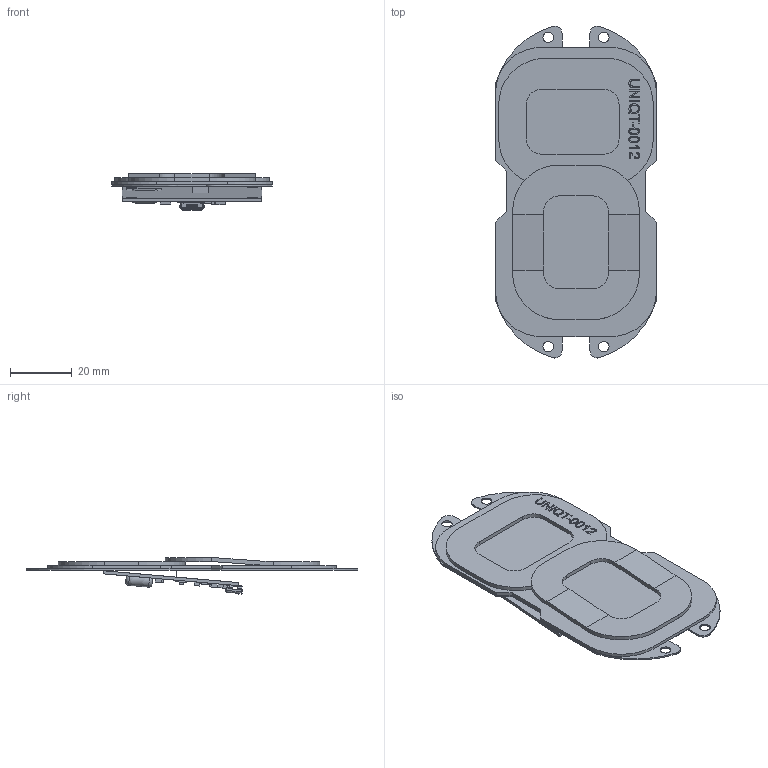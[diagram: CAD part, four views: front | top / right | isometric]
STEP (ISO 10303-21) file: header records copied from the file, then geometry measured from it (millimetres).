
FILE_DESCRIPTION((''),'2;1');
FILE_NAME('UNIQT-6012-15W-TX__ASM','2025-02-18T13:38:33',('刘威'),(''),'CREO PARAMETRIC BY PTC INC, 2021063','CREO PARAMETRIC BY PTC INC, 2021063','');
FILE_SCHEMA(('CONFIG_CONTROL_DESIGN','SHAPE_APPEARANCE_LAYERS_GROUPS'));
Products named in the file (29): MANIFOLD_SOLID_BREP_1096; MANIFOLD_SOLID_BREP_1097; MANIFOLD_SOLID_BREP_1098; MANIFOLD_SOLID_BREP_1099; MANIFOLD_SOLID_BREP_1100; MANIFOLD_SOLID_BREP_1103; MANIFOLD_SOLID_BREP_1104; MANIFOLD_SOLID_BREP_1105; MANIFOLD_SOLID_BREP_1106; MANIFOLD_SOLID_BREP_1107; MANIFOLD_SOLID_BREP_1108; MANIFOLD_SOLID_BREP_1109; MANIFOLD_SOLID_BREP_1110; MANIFOLD_SOLID_BREP_1111; MANIFOLD_SOLID_BREP_1112; MANIFOLD_SOLID_BREP_1113; MANIFOLD_SOLID_BREP_1114; MANIFOLD_SOLID_BREP_1115; MANIFOLD_SOLID_BREP_1116; MANIFOLD_SOLID_BREP_1117; MANIFOLD_SOLID_BREP_1118; MANIFOLD_SOLID_BREP_1119; MANIFOLD_SOLID_BREP_1120; MANIFOLD_SOLID_BREP_1121; MANIFOLD_SOLID_BREP_1102; USB__102657; PCB-6012_ASM; USER0EF82F533DLJ_ASM; UNIQT-6012-15W-TX__ASM
Assembly tree (28 placements, depth 4):
  UNIQT-6012-15W-TX__ASM
    USER0EF82F533DLJ_ASM
      MANIFOLD_SOLID_BREP_1096
      MANIFOLD_SOLID_BREP_1097
      MANIFOLD_SOLID_BREP_1098
      MANIFOLD_SOLID_BREP_1099
      PCB-6012_ASM
        MANIFOLD_SOLID_BREP_1100
        MANIFOLD_SOLID_BREP_1103
        MANIFOLD_SOLID_BREP_1104
        MANIFOLD_SOLID_BREP_1105
        MANIFOLD_SOLID_BREP_1106
        MANIFOLD_SOLID_BREP_1107
        MANIFOLD_SOLID_BREP_1108
        MANIFOLD_SOLID_BREP_1109
        MANIFOLD_SOLID_BREP_1110
        MANIFOLD_SOLID_BREP_1111
        MANIFOLD_SOLID_BREP_1112
        MANIFOLD_SOLID_BREP_1113
        MANIFOLD_SOLID_BREP_1114
        MANIFOLD_SOLID_BREP_1115
        MANIFOLD_SOLID_BREP_1116
        MANIFOLD_SOLID_BREP_1117
        MANIFOLD_SOLID_BREP_1118
        MANIFOLD_SOLID_BREP_1119
        MANIFOLD_SOLID_BREP_1120
        MANIFOLD_SOLID_BREP_1121
        MANIFOLD_SOLID_BREP_1102
        USB__102657
Bounding box: 52 x 107.39 x 11.85 mm (x, y, z)
Volume: 12513 mm3; surface area: 29830.9 mm2
Topology: 26 solids, 27 shells, 782 faces, 6228 edges, 8039 vertices
Faces by surface type: plane 530, cylinder 177, extrusion 67, torus 4, sphere 4
Entity records: 67952 total; most frequent: CARTESIAN_POINT 9946, DIRECTION 9779, PRESENTATION_STYLE_ASSIGNMENT 6317, STYLED_ITEM 6283, CURVE_STYLE 6256, ORIENTED_EDGE 4256, VECTOR 4145, TRIMMED_CURVE 4093
